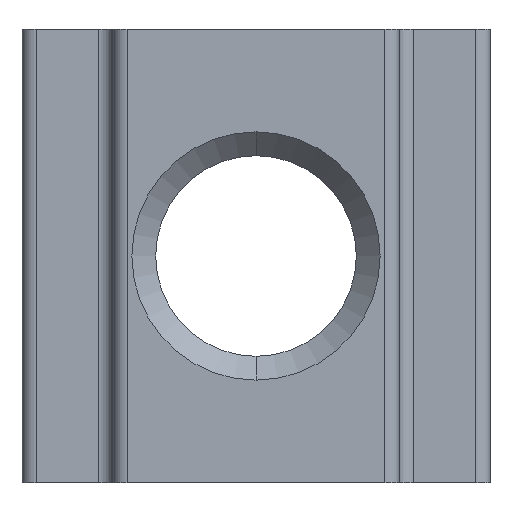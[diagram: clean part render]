
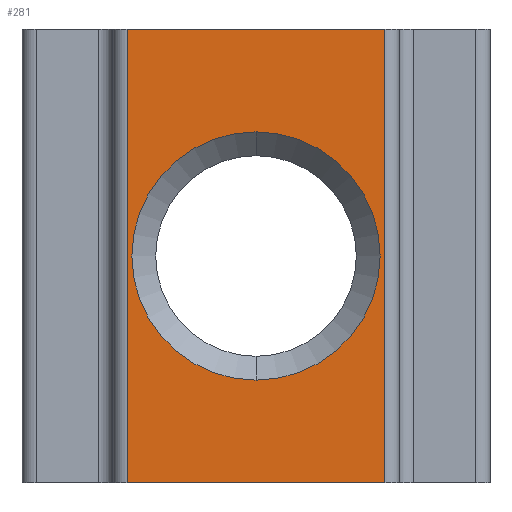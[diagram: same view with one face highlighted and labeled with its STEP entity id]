
A CAD part, front view. The second image highlights one B-rep face of the part: STEP entity #281.
In plain terms, the highlighted planar face has unit normal (0, -1, 0).
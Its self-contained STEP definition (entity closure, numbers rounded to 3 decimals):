
#1 = VERTEX_POINT ( 'NONE', #348 ) ;
#21 = CARTESIAN_POINT ( 'NONE',  ( -2.7, 0., 0. ) ) ;
#38 = LINE ( 'NONE', #200, #529 ) ;
#103 = EDGE_CURVE ( 'NONE', #470, #933, #532, .T. ) ;
#110 = CARTESIAN_POINT ( 'NONE',  ( -3., 0., 9.5 ) ) ;
#125 = DIRECTION ( 'NONE',  ( 0., 0., 1. ) ) ;
#143 = ORIENTED_EDGE ( 'NONE', *, *, #464, .F. ) ;
#156 = DIRECTION ( 'NONE',  ( 0., 0., 1. ) ) ;
#200 = CARTESIAN_POINT ( 'NONE',  ( -3., 0., 0. ) ) ;
#241 = ORIENTED_EDGE ( 'NONE', *, *, #614, .T. ) ;
#279 = ORIENTED_EDGE ( 'NONE', *, *, #103, .T. ) ;
#281 = ADVANCED_FACE ( 'NONE', ( #791, #932 ), #454, .F. ) ;
#305 = CARTESIAN_POINT ( 'NONE',  ( -3., 0., 9.5 ) ) ;
#334 = EDGE_CURVE ( 'NONE', #397, #466, #778, .T. ) ;
#342 = LINE ( 'NONE', #110, #494 ) ;
#348 = CARTESIAN_POINT ( 'NONE',  ( 2.7, 0., 9.5 ) ) ;
#350 = CARTESIAN_POINT ( 'NONE',  ( 0., 0., 4.75 ) ) ;
#395 = DIRECTION ( 'NONE',  ( 0., 0., -1. ) ) ;
#396 = EDGE_LOOP ( 'NONE', ( #241, #699, #143, #929 ) ) ;
#397 = VERTEX_POINT ( 'NONE', #649 ) ;
#409 = CARTESIAN_POINT ( 'NONE',  ( 2.7, 0., 0. ) ) ;
#413 = AXIS2_PLACEMENT_3D ( 'NONE', #928, #762, #446 ) ;
#435 = LINE ( 'NONE', #528, #459 ) ;
#439 = DIRECTION ( 'NONE',  ( 0., 0., 1. ) ) ;
#442 = DIRECTION ( 'NONE',  ( 1., 0., 0. ) ) ;
#446 = DIRECTION ( 'NONE',  ( 0., 0., 1. ) ) ;
#454 = PLANE ( 'NONE',  #478 ) ;
#459 = VECTOR ( 'NONE', #439, 1000. ) ;
#464 = EDGE_CURVE ( 'NONE', #397, #1, #342, .T. ) ;
#466 = VERTEX_POINT ( 'NONE', #21 ) ;
#470 = VERTEX_POINT ( 'NONE', #572 ) ;
#478 = AXIS2_PLACEMENT_3D ( 'NONE', #305, #773, #156 ) ;
#484 = DIRECTION ( 'NONE',  ( 1., 0., 0. ) ) ;
#494 = VECTOR ( 'NONE', #484, 1000. ) ;
#528 = CARTESIAN_POINT ( 'NONE',  ( 2.7, 0., 9.5 ) ) ;
#529 = VECTOR ( 'NONE', #442, 1000. ) ;
#532 = CIRCLE ( 'NONE', #413, 2.6 ) ;
#561 = CARTESIAN_POINT ( 'NONE',  ( 0., 0., 7.35 ) ) ;
#564 = EDGE_LOOP ( 'NONE', ( #279, #732 ) ) ;
#572 = CARTESIAN_POINT ( 'NONE',  ( 0., 0., 2.15 ) ) ;
#608 = EDGE_CURVE ( 'NONE', #862, #1, #435, .T. ) ;
#614 = EDGE_CURVE ( 'NONE', #466, #862, #38, .T. ) ;
#626 = EDGE_CURVE ( 'NONE', #933, #470, #724, .T. ) ;
#649 = CARTESIAN_POINT ( 'NONE',  ( -2.7, 0., 9.5 ) ) ;
#699 = ORIENTED_EDGE ( 'NONE', *, *, #608, .T. ) ;
#724 = CIRCLE ( 'NONE', #859, 2.6 ) ;
#732 = ORIENTED_EDGE ( 'NONE', *, *, #626, .T. ) ;
#762 = DIRECTION ( 'NONE',  ( 0., 1., 0. ) ) ;
#773 = DIRECTION ( 'NONE',  ( 0., 1., 0. ) ) ;
#778 = LINE ( 'NONE', #946, #960 ) ;
#791 = FACE_BOUND ( 'NONE', #564, .T. ) ;
#833 = DIRECTION ( 'NONE',  ( 0., 1., 0. ) ) ;
#859 = AXIS2_PLACEMENT_3D ( 'NONE', #350, #833, #125 ) ;
#862 = VERTEX_POINT ( 'NONE', #409 ) ;
#928 = CARTESIAN_POINT ( 'NONE',  ( 0., 0., 4.75 ) ) ;
#929 = ORIENTED_EDGE ( 'NONE', *, *, #334, .T. ) ;
#932 = FACE_OUTER_BOUND ( 'NONE', #396, .T. ) ;
#933 = VERTEX_POINT ( 'NONE', #561 ) ;
#946 = CARTESIAN_POINT ( 'NONE',  ( -2.7, 0., 9.5 ) ) ;
#960 = VECTOR ( 'NONE', #395, 1000. ) ;
